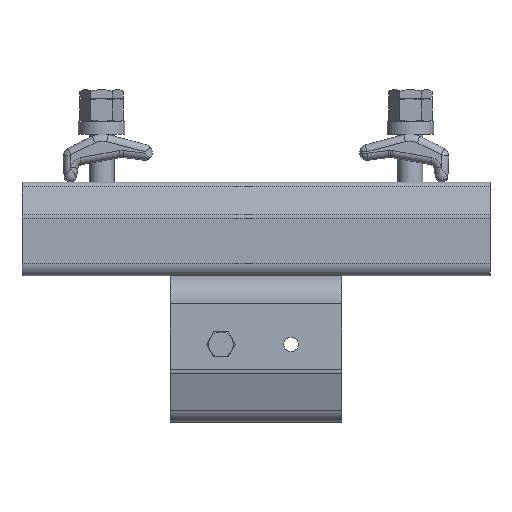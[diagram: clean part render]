
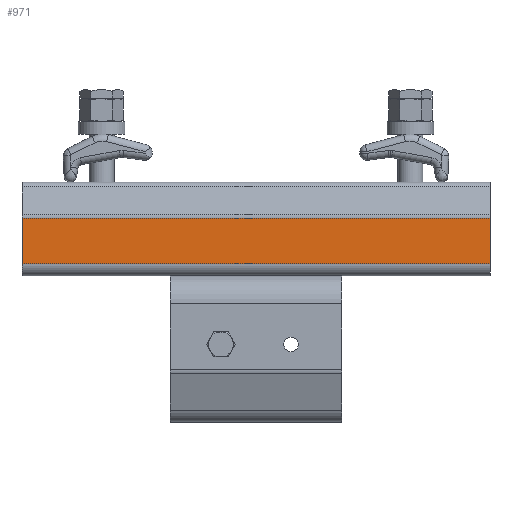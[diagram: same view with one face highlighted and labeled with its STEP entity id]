
A CAD part, left-side view. The second image highlights one B-rep face of the part: STEP entity #971.
In plain terms, the highlighted face is planar.
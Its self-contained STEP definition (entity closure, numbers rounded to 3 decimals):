
#971=ADVANCED_FACE('NONE',(#1817),#1818,.T.);
#1817=FACE_OUTER_BOUND('',#2685,.T.);
#1818=PLANE('',#2686);
#2685=EDGE_LOOP('',(#6031,#6032,#6033,#6034));
#2686=AXIS2_PLACEMENT_3D('',#6035,#6036,#6037);
#6031=ORIENTED_EDGE('',*,*,#6693,.F.);
#6032=ORIENTED_EDGE('',*,*,#6660,.F.);
#6033=ORIENTED_EDGE('',*,*,#7181,.T.);
#6034=ORIENTED_EDGE('',*,*,#6841,.T.);
#6035=CARTESIAN_POINT('',(32.5,23.263,-300.));
#6036=DIRECTION('',(1.,0.,0.));
#6037=DIRECTION('',(0.,1.,0.));
#6660=EDGE_CURVE('NONE',#7580,#7576,#7582,.T.);
#6693=EDGE_CURVE('NONE',#7576,#7638,#7639,.T.);
#6841=EDGE_CURVE('NONE',#7876,#7638,#7877,.T.);
#7181=EDGE_CURVE('NONE',#7580,#7876,#8325,.T.);
#7576=VERTEX_POINT('NONE',#8995);
#7580=VERTEX_POINT('NONE',#9000);
#7582=LINE('',#9002,#9003);
#7638=VERTEX_POINT('NONE',#9074);
#7639=LINE('',#9075,#9076);
#7876=VERTEX_POINT('NONE',#9619);
#7877=LINE('',#9620,#9621);
#8325=LINE('',#10545,#10546);
#8995=CARTESIAN_POINT('',(32.5,23.263,0.));
#9000=CARTESIAN_POINT('',(32.5,23.263,-300.));
#9002=CARTESIAN_POINT('',(32.5,23.263,-300.));
#9003=VECTOR('',#10893,1.);
#9074=CARTESIAN_POINT('',(32.5,52.4,0.));
#9075=CARTESIAN_POINT('',(32.5,23.263,0.));
#9076=VECTOR('',#10948,1.);
#9619=CARTESIAN_POINT('',(32.5,52.4,-300.));
#9620=CARTESIAN_POINT('',(32.5,52.4,-300.));
#9621=VECTOR('',#11098,1.);
#10545=CARTESIAN_POINT('',(32.5,23.263,-300.));
#10546=VECTOR('',#11448,1.);
#10893=DIRECTION('',(0.,0.,1.));
#10948=DIRECTION('',(0.,1.,0.));
#11098=DIRECTION('',(0.,0.,1.));
#11448=DIRECTION('',(0.,1.,0.));
